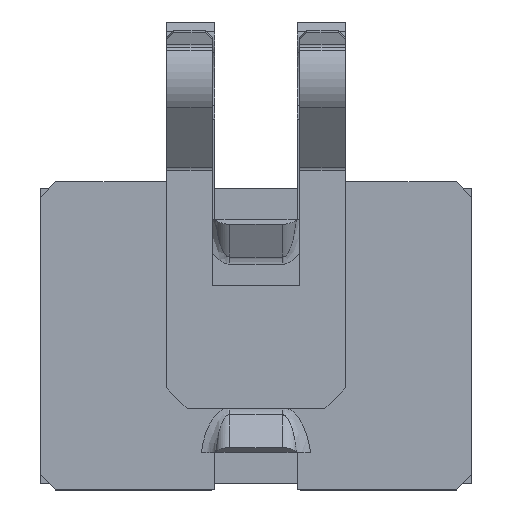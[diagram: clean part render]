
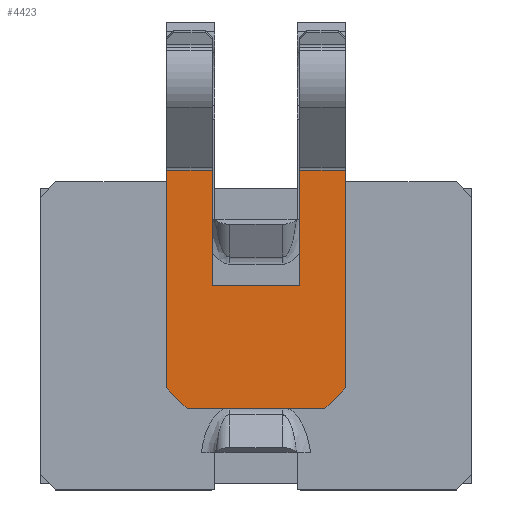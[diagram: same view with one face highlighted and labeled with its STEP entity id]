
A CAD part, top view. The second image highlights one B-rep face of the part: STEP entity #4423.
In plain terms, the highlighted planar face has unit normal (0, 0, 1).
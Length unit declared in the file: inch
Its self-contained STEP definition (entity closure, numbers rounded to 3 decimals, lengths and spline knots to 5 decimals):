
#111 = EDGE_CURVE ( 'NONE', #2679, #4319, #4492, .T. ) ;
#119 = EDGE_CURVE ( 'NONE', #4319, #233, #1010, .T. ) ;
#144 = FACE_OUTER_BOUND ( 'NONE', #644, .T. ) ;
#171 = CARTESIAN_POINT ( 'NONE',  ( 0.5445, 0.621, 0.048 ) ) ;
#206 = DIRECTION ( 'NONE',  ( 1., 0., 0. ) ) ;
#233 = VERTEX_POINT ( 'NONE', #2894 ) ;
#234 = CARTESIAN_POINT ( 'NONE',  ( 0.5445, 2.50946, 0.048 ) ) ;
#286 = LINE ( 'NONE', #1313, #345 ) ;
#345 = VECTOR ( 'NONE', #1265, 39.37008 ) ;
#377 = ORIENTED_EDGE ( 'NONE', *, *, #4454, .F. ) ;
#403 = LINE ( 'NONE', #2504, #2171 ) ;
#504 = VERTEX_POINT ( 'NONE', #4463 ) ;
#556 = DIRECTION ( 'NONE',  ( 0., 0., -1. ) ) ;
#585 = CARTESIAN_POINT ( 'NONE',  ( 0.5445, 1.94514, 0.048 ) ) ;
#605 = VERTEX_POINT ( 'NONE', #585 ) ;
#637 = DIRECTION ( 'NONE',  ( 0., 1., 0. ) ) ;
#644 = EDGE_LOOP ( 'NONE', ( #698, #851, #2835, #3322, #377, #1939, #4204, #2577, #1862, #3466 ) ) ;
#698 = ORIENTED_EDGE ( 'NONE', *, *, #3630, .F. ) ;
#767 = LINE ( 'NONE', #1835, #4112 ) ;
#821 = LINE ( 'NONE', #3674, #3810 ) ;
#851 = ORIENTED_EDGE ( 'NONE', *, *, #2057, .F. ) ;
#864 = LINE ( 'NONE', #882, #3435 ) ;
#882 = CARTESIAN_POINT ( 'NONE',  ( -0.265, 1.246, 0.048 ) ) ;
#901 = EDGE_CURVE ( 'NONE', #233, #1441, #403, .T. ) ;
#961 = DIRECTION ( 'NONE',  ( 1., 0., 0. ) ) ;
#1010 = LINE ( 'NONE', #2454, #2553 ) ;
#1077 = LINE ( 'NONE', #2735, #2855 ) ;
#1087 = AXIS2_PLACEMENT_3D ( 'NONE', #1948, #556, #1643 ) ;
#1265 = DIRECTION ( 'NONE',  ( -0.707, -0.707, 0. ) ) ;
#1313 = CARTESIAN_POINT ( 'NONE',  ( 0.5445, 0.621, 0.048 ) ) ;
#1441 = VERTEX_POINT ( 'NONE', #2556 ) ;
#1463 = CARTESIAN_POINT ( 'NONE',  ( 0.265, 1.246, 0.048 ) ) ;
#1541 = DIRECTION ( 'NONE',  ( 1., 0., 0. ) ) ;
#1643 = DIRECTION ( 'NONE',  ( 0., 1., 0. ) ) ;
#1795 = VERTEX_POINT ( 'NONE', #1463 ) ;
#1802 = DIRECTION ( 'NONE',  ( 0., -1., 0. ) ) ;
#1835 = CARTESIAN_POINT ( 'NONE',  ( -0.4195, 0.496, 0.048 ) ) ;
#1850 = CARTESIAN_POINT ( 'NONE',  ( -0.5445, 0.621, 0.048 ) ) ;
#1862 = ORIENTED_EDGE ( 'NONE', *, *, #3837, .F. ) ;
#1939 = ORIENTED_EDGE ( 'NONE', *, *, #901, .F. ) ;
#1945 = VECTOR ( 'NONE', #637, 39.37008 ) ;
#1948 = CARTESIAN_POINT ( 'NONE',  ( -0.5445, 0.496, 0.048 ) ) ;
#2057 = EDGE_CURVE ( 'NONE', #605, #4109, #4483, .T. ) ;
#2171 = VECTOR ( 'NONE', #1802, 39.37008 ) ;
#2345 = PLANE ( 'NONE',  #1087 ) ;
#2417 = DIRECTION ( 'NONE',  ( 0., 1., 0. ) ) ;
#2454 = CARTESIAN_POINT ( 'NONE',  ( -0.5445, 1.94514, 0.048 ) ) ;
#2496 = VECTOR ( 'NONE', #4179, 39.37008 ) ;
#2504 = CARTESIAN_POINT ( 'NONE',  ( -0.265, 2.79512, 0.048 ) ) ;
#2553 = VECTOR ( 'NONE', #961, 39.37008 ) ;
#2556 = CARTESIAN_POINT ( 'NONE',  ( -0.265, 1.246, 0.048 ) ) ;
#2577 = ORIENTED_EDGE ( 'NONE', *, *, #111, .F. ) ;
#2679 = VERTEX_POINT ( 'NONE', #1850 ) ;
#2735 = CARTESIAN_POINT ( 'NONE',  ( 0.265, 1.246, 0.048 ) ) ;
#2835 = ORIENTED_EDGE ( 'NONE', *, *, #3282, .F. ) ;
#2855 = VECTOR ( 'NONE', #2417, 39.37008 ) ;
#2865 = CARTESIAN_POINT ( 'NONE',  ( -0.5445, 1.94514, 0.048 ) ) ;
#2876 = CARTESIAN_POINT ( 'NONE',  ( -0.4195, 0.496, 0.048 ) ) ;
#2894 = CARTESIAN_POINT ( 'NONE',  ( -0.265, 1.94514, 0.048 ) ) ;
#2932 = DIRECTION ( 'NONE',  ( 1., 0., 0. ) ) ;
#2951 = CARTESIAN_POINT ( 'NONE',  ( 0.265, 1.94514, 0.048 ) ) ;
#3206 = LINE ( 'NONE', #4305, #4477 ) ;
#3282 = EDGE_CURVE ( 'NONE', #4299, #605, #821, .T. ) ;
#3322 = ORIENTED_EDGE ( 'NONE', *, *, #4263, .F. ) ;
#3435 = VECTOR ( 'NONE', #206, 39.37008 ) ;
#3466 = ORIENTED_EDGE ( 'NONE', *, *, #4333, .T. ) ;
#3630 = EDGE_CURVE ( 'NONE', #4109, #504, #286, .T. ) ;
#3674 = CARTESIAN_POINT ( 'NONE',  ( -0.5445, 1.94514, 0.048 ) ) ;
#3810 = VECTOR ( 'NONE', #2932, 39.37008 ) ;
#3837 = EDGE_CURVE ( 'NONE', #3887, #2679, #767, .T. ) ;
#3887 = VERTEX_POINT ( 'NONE', #2876 ) ;
#3893 = DIRECTION ( 'NONE',  ( -0.707, 0.707, 0. ) ) ;
#4109 = VERTEX_POINT ( 'NONE', #171 ) ;
#4112 = VECTOR ( 'NONE', #3893, 39.37008 ) ;
#4139 = CARTESIAN_POINT ( 'NONE',  ( -0.5445, 2.64679, 0.048 ) ) ;
#4179 = DIRECTION ( 'NONE',  ( 0., -1., 0. ) ) ;
#4204 = ORIENTED_EDGE ( 'NONE', *, *, #119, .F. ) ;
#4263 = EDGE_CURVE ( 'NONE', #1795, #4299, #1077, .T. ) ;
#4299 = VERTEX_POINT ( 'NONE', #2951 ) ;
#4305 = CARTESIAN_POINT ( 'NONE',  ( -0.5445, 0.496, 0.048 ) ) ;
#4319 = VERTEX_POINT ( 'NONE', #2865 ) ;
#4333 = EDGE_CURVE ( 'NONE', #3887, #504, #3206, .T. ) ;
#4423 = ADVANCED_FACE ( 'NONE', ( #144 ), #2345, .F. ) ;
#4454 = EDGE_CURVE ( 'NONE', #1441, #1795, #864, .T. ) ;
#4463 = CARTESIAN_POINT ( 'NONE',  ( 0.4195, 0.496, 0.048 ) ) ;
#4477 = VECTOR ( 'NONE', #1541, 39.37008 ) ;
#4483 = LINE ( 'NONE', #234, #2496 ) ;
#4492 = LINE ( 'NONE', #4139, #1945 ) ;
